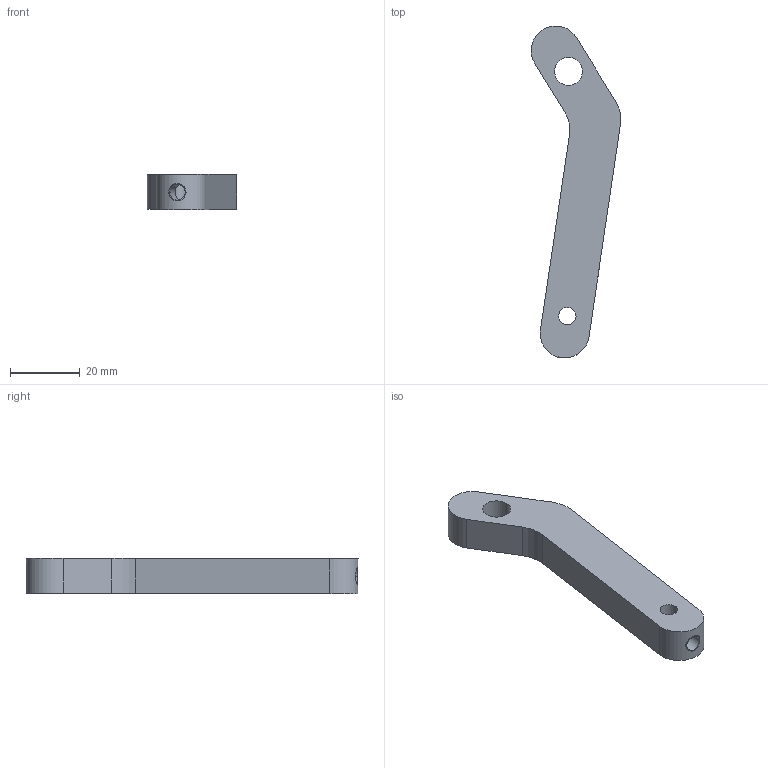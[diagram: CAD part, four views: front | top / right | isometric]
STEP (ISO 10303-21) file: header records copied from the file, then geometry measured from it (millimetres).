
FILE_DESCRIPTION((''),'2;1');
FILE_NAME('BRAS','2020-08-18T22:10:45',('Louis'),(''),'CREO PARAMETRIC BY PTC INC, 2019164','CREO PARAMETRIC BY PTC INC, 2019164','');
FILE_SCHEMA(('CONFIG_CONTROL_DESIGN'));
Length unit declared in the file: millimetre
Products named in the file (1): BRAS
Bounding box: 25.62 x 94.91 x 10.11 mm (x, y, z)
Volume: 12572.5 mm3; surface area: 5354.3 mm2
Topology: 1 solids, 4 shells, 22 faces, 60 edges, 42 vertices
Faces by surface type: cylinder 14, plane 8
Entity records: 883 total; most frequent: CARTESIAN_POINT 288, DIRECTION 108, ORIENTED_EDGE 106, EDGE_CURVE 60, VERTEX_POINT 42, AXIS2_PLACEMENT_3D 41, EDGE_LOOP 28, VECTOR 26
